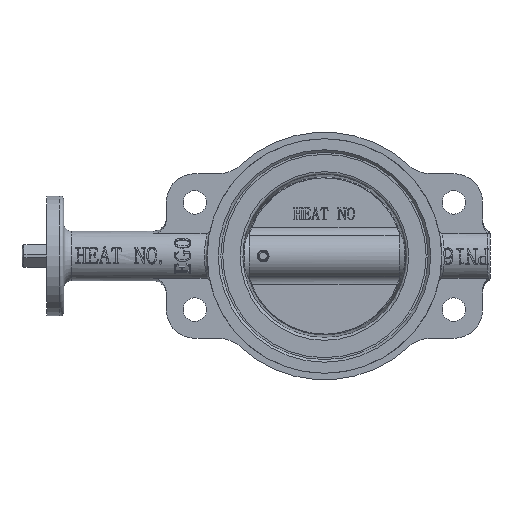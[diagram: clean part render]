
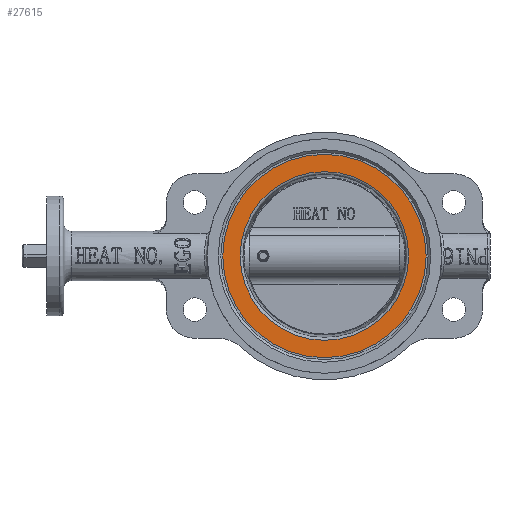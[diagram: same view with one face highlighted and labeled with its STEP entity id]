
A CAD part, left-side view. The second image highlights one B-rep face of the part: STEP entity #27615.
In plain terms, the highlighted planar face has unit normal (-1, 0, 0).
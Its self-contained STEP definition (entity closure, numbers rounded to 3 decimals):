
#727=PLANE('',#28878);
#1187=FACE_BOUND('',#3173,.T.);
#1939=FACE_OUTER_BOUND('',#3172,.T.);
#3172=EDGE_LOOP('',(#21573));
#3173=EDGE_LOOP('',(#21574));
#4205=CIRCLE('',#28877,78.);
#4206=CIRCLE('',#28879,64.654);
#11672=VERTEX_POINT('',#84500);
#11673=VERTEX_POINT('',#84503);
#15601=EDGE_CURVE('',#11672,#11672,#4205,.T.);
#15602=EDGE_CURVE('',#11673,#11673,#4206,.T.);
#21573=ORIENTED_EDGE('',*,*,#15601,.F.);
#21574=ORIENTED_EDGE('',*,*,#15602,.T.);
#27615=ADVANCED_FACE('',(#1939,#1187),#727,.T.);
#28877=AXIS2_PLACEMENT_3D('',#84501,#31554,#31555);
#28878=AXIS2_PLACEMENT_3D('',#84502,#31556,#31557);
#28879=AXIS2_PLACEMENT_3D('',#84504,#31558,#31559);
#31554=DIRECTION('center_axis',(1.,0.,0.));
#31555=DIRECTION('ref_axis',(0.,0.,-1.));
#31556=DIRECTION('center_axis',(-1.,0.,0.));
#31557=DIRECTION('ref_axis',(0.,0.,1.));
#31558=DIRECTION('center_axis',(1.,0.,0.));
#31559=DIRECTION('ref_axis',(0.,0.,-1.));
#84500=CARTESIAN_POINT('',(-74.152,-49.699,163.));
#84501=CARTESIAN_POINT('Origin',(-74.152,-49.699,241.));
#84502=CARTESIAN_POINT('Origin',(-74.152,28.301,241.));
#84503=CARTESIAN_POINT('',(-74.152,-49.699,176.346));
#84504=CARTESIAN_POINT('Origin',(-74.152,-49.699,241.));
